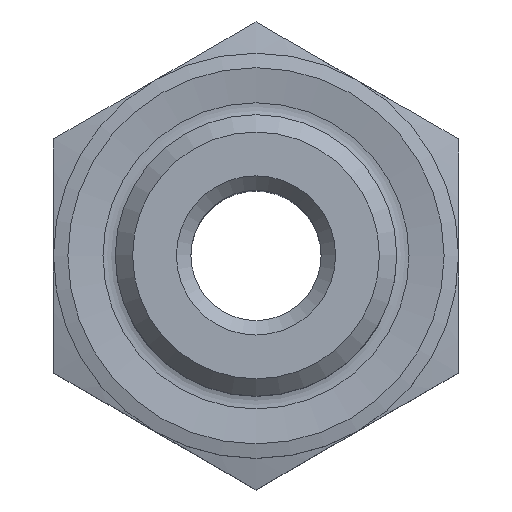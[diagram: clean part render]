
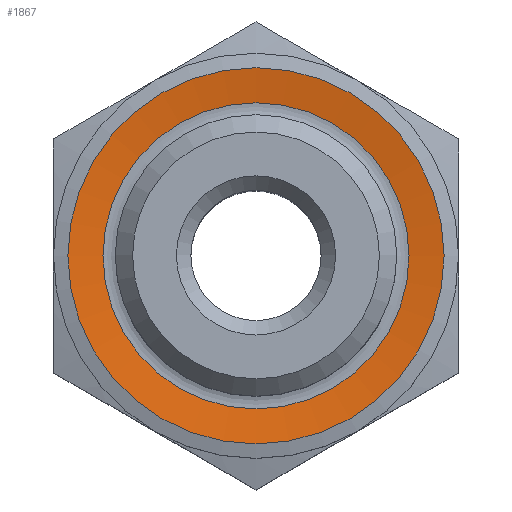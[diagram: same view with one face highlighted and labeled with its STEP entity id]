
A CAD part, top view. The second image highlights one B-rep face of the part: STEP entity #1867.
In plain terms, the highlighted conical face has half-angle 82 degrees and reference radius 5.325 mm.
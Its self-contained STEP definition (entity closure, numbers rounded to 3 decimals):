
#1833=CARTESIAN_POINT('',(2.645,4.581,14.33));
#1834=VERTEX_POINT('',#1833);
#1835=CARTESIAN_POINT('',(0.,0.,14.33));
#1836=DIRECTION('',(0.0,0.0,1.0));
#1837=DIRECTION('',(-0.5,-0.866,0.0));
#1838=AXIS2_PLACEMENT_3D('',#1835,#1836,#1837);
#1839=CIRCLE('',#1838,5.289);
#1840=EDGE_CURVE('',#1834,#1834,#1839,.T.);
#1848=CARTESIAN_POINT('',(0.,0.,14.335));
#1849=DIRECTION('',(0.,0.,1.0));
#1850=DIRECTION('',(0.5,0.866,0.0));
#1851=AXIS2_PLACEMENT_3D('',#1848,#1849,#1850);
#1852=CONICAL_SURFACE('',#1851,5.325,82.);
#1853=CARTESIAN_POINT('',(3.25,5.629,14.5));
#1854=VERTEX_POINT('',#1853);
#1855=CARTESIAN_POINT('',(0.,0.,14.5));
#1856=DIRECTION('',(0.0,0.0,-1.0));
#1857=DIRECTION('',(0.5,0.866,0.0));
#1858=AXIS2_PLACEMENT_3D('',#1855,#1856,#1857);
#1859=CIRCLE('',#1858,6.5);
#1860=EDGE_CURVE('',#1854,#1854,#1859,.T.);
#1861=ORIENTED_EDGE('',*,*,#1860,.F.);
#1862=EDGE_LOOP('',(#1861));
#1863=FACE_OUTER_BOUND('',#1862,.T.);
#1864=ORIENTED_EDGE('',*,*,#1840,.F.);
#1865=EDGE_LOOP('',(#1864));
#1866=FACE_BOUND('',#1865,.T.);
#1867=ADVANCED_FACE('',(#1863,#1866),#1852,.F.);
